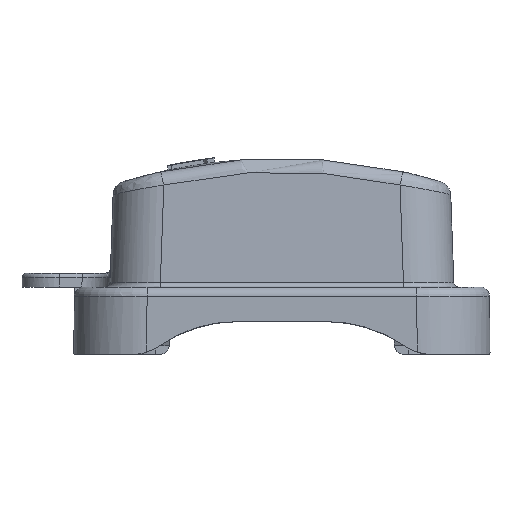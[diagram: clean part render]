
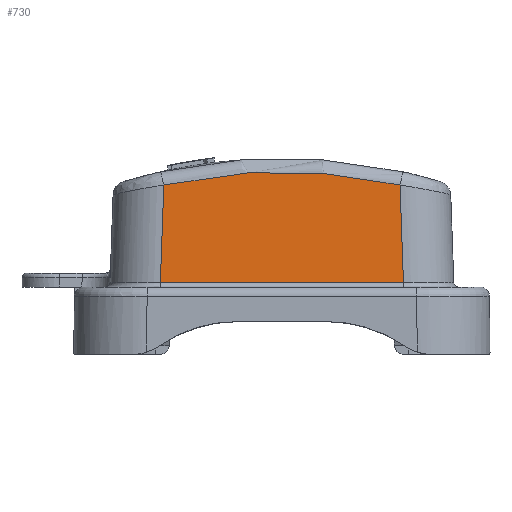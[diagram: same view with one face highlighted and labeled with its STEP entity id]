
A CAD part, left-side view. The second image highlights one B-rep face of the part: STEP entity #730.
In plain terms, the highlighted planar face has unit normal (-0.999, 0, 0.035).
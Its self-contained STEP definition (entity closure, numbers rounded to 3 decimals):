
#374=PLANE('',#6958);
#730=ADVANCED_FACE('',(#1256),#374,.T.);
#1256=FACE_OUTER_BOUND('',#1656,.T.);
#1656=EDGE_LOOP('',(#4705,#4706,#4707,#4708));
#1949=LINE('',#12149,#2304);
#2035=LINE('',#12897,#2390);
#2036=LINE('',#12899,#2391);
#2304=VECTOR('',#7903,1.);
#2390=VECTOR('',#8163,1.);
#2391=VECTOR('',#8164,1.);
#2907=B_SPLINE_CURVE_WITH_KNOTS('',3,(#12884,#12885,#12886,#12887,#12888,
#12889,#12890,#12891,#12892,#12893,#12894,#12895),.UNSPECIFIED.,.F.,.F.,
(4,1,1,1,1,1,1,1,1,4),(0.,0.111,0.222,0.333,
0.444,0.556,0.667,0.778,0.889,
1.),.UNSPECIFIED.);
#4705=ORIENTED_EDGE('',*,*,#6266,.F.);
#4706=ORIENTED_EDGE('',*,*,#6448,.T.);
#4707=ORIENTED_EDGE('',*,*,#6449,.T.);
#4708=ORIENTED_EDGE('',*,*,#6450,.T.);
#5380=VERTEX_POINT('',#12082);
#5382=VERTEX_POINT('',#12150);
#5503=VERTEX_POINT('',#12883);
#5504=VERTEX_POINT('',#12898);
#6266=EDGE_CURVE('',#5380,#5382,#1949,.T.);
#6448=EDGE_CURVE('',#5380,#5503,#2907,.T.);
#6449=EDGE_CURVE('',#5503,#5504,#2035,.T.);
#6450=EDGE_CURVE('',#5504,#5382,#2036,.T.);
#6958=AXIS2_PLACEMENT_3D('',#12900,#8165,#8166);
#7903=DIRECTION('',(-0.035,-0.035,-0.999));
#8163=DIRECTION('',(-0.035,0.035,-0.999));
#8164=DIRECTION('',(0.,-1.,0.));
#8165=DIRECTION('',(-0.999,0.,0.035));
#8166=DIRECTION('',(0.,1.,0.));
#12082=CARTESIAN_POINT('',(-56.455,-12.658,18.134));
#12149=CARTESIAN_POINT('',(-56.455,-12.658,18.134));
#12150=CARTESIAN_POINT('',(-56.82,-13.023,7.683));
#12883=CARTESIAN_POINT('',(-56.455,12.658,18.134));
#12884=CARTESIAN_POINT('',(-56.455,-12.658,18.134));
#12885=CARTESIAN_POINT('',(-56.447,-11.716,18.348));
#12886=CARTESIAN_POINT('',(-56.434,-9.855,18.719));
#12887=CARTESIAN_POINT('',(-56.42,-7.195,19.119));
#12888=CARTESIAN_POINT('',(-56.411,-4.492,19.397));
#12889=CARTESIAN_POINT('',(-56.406,-1.804,19.545));
#12890=CARTESIAN_POINT('',(-56.405,0.904,19.566));
#12891=CARTESIAN_POINT('',(-56.408,3.577,19.462));
#12892=CARTESIAN_POINT('',(-56.417,6.336,19.224));
#12893=CARTESIAN_POINT('',(-56.431,9.299,18.821));
#12894=CARTESIAN_POINT('',(-56.446,11.507,18.395));
#12895=CARTESIAN_POINT('',(-56.455,12.658,18.134));
#12897=CARTESIAN_POINT('',(-56.455,12.658,18.134));
#12898=CARTESIAN_POINT('',(-56.82,13.023,7.683));
#12899=CARTESIAN_POINT('',(-56.82,13.023,7.683));
#12900=CARTESIAN_POINT('',(-56.25,20.451,24.));
